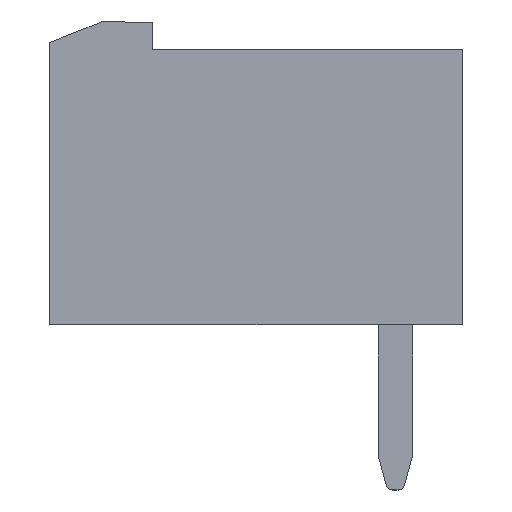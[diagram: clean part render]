
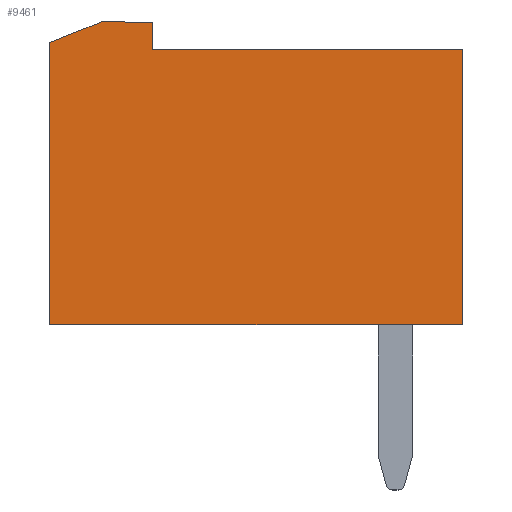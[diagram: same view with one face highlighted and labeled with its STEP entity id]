
A CAD part, left-side view. The second image highlights one B-rep face of the part: STEP entity #9461.
In plain terms, the highlighted planar face has unit normal (-1, 0, 0).
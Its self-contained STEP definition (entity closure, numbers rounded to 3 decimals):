
#831 = VERTEX_POINT ( 'NONE', #4703 ) ;
#1568 = CARTESIAN_POINT ( 'NONE',  ( -0.705, 0., 0. ) ) ;
#1754 = LINE ( 'NONE', #5765, #13549 ) ;
#1908 = CARTESIAN_POINT ( 'NONE',  ( -0.705, 9.01, 0.8 ) ) ;
#2471 = VECTOR ( 'NONE', #11744, 1000. ) ;
#2533 = EDGE_CURVE ( 'NONE', #7482, #12648, #2980, .T. ) ;
#2980 = LINE ( 'NONE', #11702, #2471 ) ;
#3101 = CARTESIAN_POINT ( 'NONE',  ( -0.705, 9.01, 0. ) ) ;
#3157 = DIRECTION ( 'NONE',  ( 0., 0., 1. ) ) ;
#3196 = DIRECTION ( 'NONE',  ( 0., 0., 1. ) ) ;
#3752 = EDGE_CURVE ( 'NONE', #12648, #12345, #8770, .T. ) ;
#4249 = LINE ( 'NONE', #3101, #4751 ) ;
#4332 = CARTESIAN_POINT ( 'NONE',  ( -0.705, 9.01, 0. ) ) ;
#4549 = DIRECTION ( 'NONE',  ( 0., 0., -1. ) ) ;
#4634 = EDGE_CURVE ( 'NONE', #12995, #12079, #13829, .T. ) ;
#4692 = CARTESIAN_POINT ( 'NONE',  ( -0.705, 10.5, 0.8 ) ) ;
#4703 = CARTESIAN_POINT ( 'NONE',  ( -0.705, 12., -8. ) ) ;
#4718 = EDGE_LOOP ( 'NONE', ( #12627, #12647, #12835, #13283, #13304, #13534, #13556 ) ) ;
#4719 = DIRECTION ( 'NONE',  ( 0., 0.928, -0.371 ) ) ;
#4751 = VECTOR ( 'NONE', #3196, 1000. ) ;
#4939 = EDGE_CURVE ( 'NONE', #8481, #12995, #13818, .T. ) ;
#5077 = VECTOR ( 'NONE', #4719, 1000. ) ;
#5387 = EDGE_CURVE ( 'NONE', #12079, #7482, #4249, .T. ) ;
#5765 = CARTESIAN_POINT ( 'NONE',  ( -0.705, 12., 0.2 ) ) ;
#6345 = EDGE_CURVE ( 'NONE', #12345, #831, #1754, .T. ) ;
#7482 = VERTEX_POINT ( 'NONE', #1908 ) ;
#8347 = CARTESIAN_POINT ( 'NONE',  ( -0.705, 0., -8. ) ) ;
#8451 = DIRECTION ( 'NONE',  ( 0., 0., 1. ) ) ;
#8481 = VERTEX_POINT ( 'NONE', #13340 ) ;
#8770 = LINE ( 'NONE', #4692, #5077 ) ;
#9439 = PLANE ( 'NONE',  #19193 ) ;
#9461 = ADVANCED_FACE ( 'NONE', ( #17210 ), #9439, .T. ) ;
#9930 = VECTOR ( 'NONE', #8451, 1000. ) ;
#10664 = CARTESIAN_POINT ( 'NONE',  ( -0.705, 12., -8. ) ) ;
#10907 = CARTESIAN_POINT ( 'NONE',  ( -0.705, 0., 0. ) ) ;
#11702 = CARTESIAN_POINT ( 'NONE',  ( -0.705, 9.01, 0.8 ) ) ;
#11744 = DIRECTION ( 'NONE',  ( 0., 1., 0. ) ) ;
#12079 = VERTEX_POINT ( 'NONE', #4332 ) ;
#12345 = VERTEX_POINT ( 'NONE', #18091 ) ;
#12406 = DIRECTION ( 'NONE',  ( -1., 0., 0. ) ) ;
#12627 = ORIENTED_EDGE ( 'NONE', *, *, #6345, .T. ) ;
#12647 = ORIENTED_EDGE ( 'NONE', *, *, #17425, .T. ) ;
#12648 = VERTEX_POINT ( 'NONE', #13204 ) ;
#12835 = ORIENTED_EDGE ( 'NONE', *, *, #4939, .T. ) ;
#12995 = VERTEX_POINT ( 'NONE', #10907 ) ;
#13204 = CARTESIAN_POINT ( 'NONE',  ( -0.705, 10.5, 0.8 ) ) ;
#13283 = ORIENTED_EDGE ( 'NONE', *, *, #4634, .T. ) ;
#13304 = ORIENTED_EDGE ( 'NONE', *, *, #5387, .T. ) ;
#13340 = CARTESIAN_POINT ( 'NONE',  ( -0.705, 0., -8. ) ) ;
#13371 = VECTOR ( 'NONE', #14531, 1000. ) ;
#13507 = LINE ( 'NONE', #10664, #13951 ) ;
#13534 = ORIENTED_EDGE ( 'NONE', *, *, #2533, .T. ) ;
#13540 = DIRECTION ( 'NONE',  ( 0., -1., 0. ) ) ;
#13549 = VECTOR ( 'NONE', #4549, 1000. ) ;
#13556 = ORIENTED_EDGE ( 'NONE', *, *, #3752, .T. ) ;
#13675 = CARTESIAN_POINT ( 'NONE',  ( -0.705, 0., 0. ) ) ;
#13818 = LINE ( 'NONE', #8347, #9930 ) ;
#13829 = LINE ( 'NONE', #13675, #13371 ) ;
#13951 = VECTOR ( 'NONE', #13540, 1000. ) ;
#14531 = DIRECTION ( 'NONE',  ( 0., 1., 0. ) ) ;
#17210 = FACE_OUTER_BOUND ( 'NONE', #4718, .T. ) ;
#17425 = EDGE_CURVE ( 'NONE', #831, #8481, #13507, .T. ) ;
#18091 = CARTESIAN_POINT ( 'NONE',  ( -0.705, 12., 0.2 ) ) ;
#19193 = AXIS2_PLACEMENT_3D ( 'NONE', #1568, #12406, #3157 ) ;
